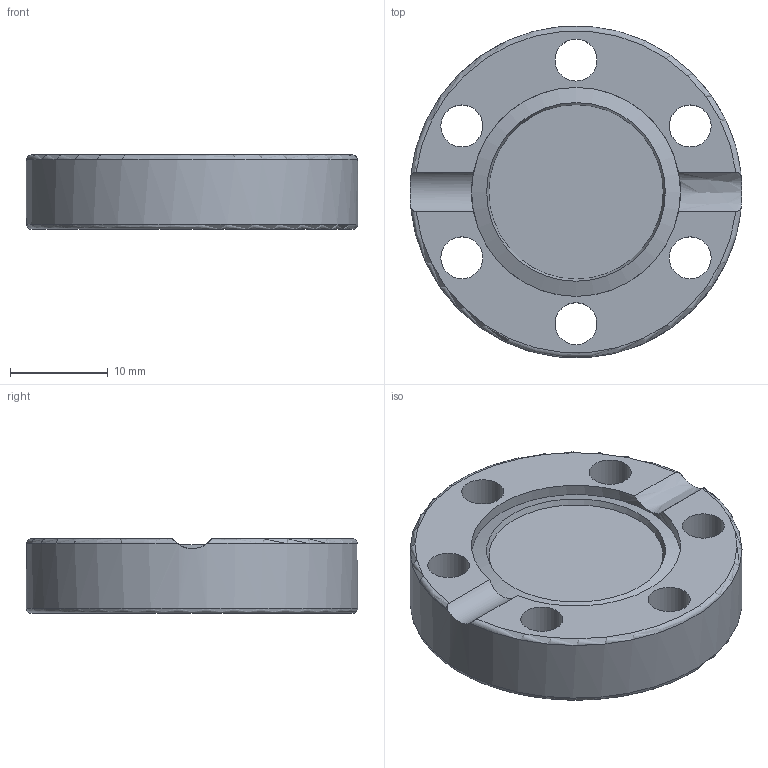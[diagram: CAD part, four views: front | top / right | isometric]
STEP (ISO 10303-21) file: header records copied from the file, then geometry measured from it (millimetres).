
FILE_DESCRIPTION((''),'2;1');
FILE_NAME('F16-316LNS.stp','2009-03-12T16:38:00',('hasers'),(''),'Autodesk Inventor 2008','Autodesk Inventor 2008','');
FILE_SCHEMA(('AUTOMOTIVE_DESIGN { 1 0 10303 214 1 1 1 1 }'));
Length unit declared in the file: millimetre
Products named in the file (2): F16-316LNS; CF-07 [Keywords [Summary]=1.4429][Company [Summary]=Vacom][Title [Summary]=F16]
Assembly tree (1 placements, depth 2):
  F16-316LNS
    CF-07 [Keywords [Summary]=1.4429][Company [Summary]=Vacom][Title [Summary]=F16]
Bounding box: 34 x 33.97 x 7.6 mm (x, y, z)
Volume: 5794 mm3; surface area: 3129.8 mm2
Topology: 1 solids, 1 shells, 19 faces, 54 edges, 37 vertices
Faces by surface type: bspline 7, plane 4, cylinder 3, torus 3, cone 2
Full cylindrical faces by diameter (mm): 21.4 x1, 34 x1
Entity records: 771 total; most frequent: CARTESIAN_POINT 317, DIRECTION 80, ORIENTED_EDGE 70, EDGE_LOOP 42, AXIS2_PLACEMENT_3D 38, EDGE_CURVE 35, VERTEX_POINT 29, CIRCLE 23
